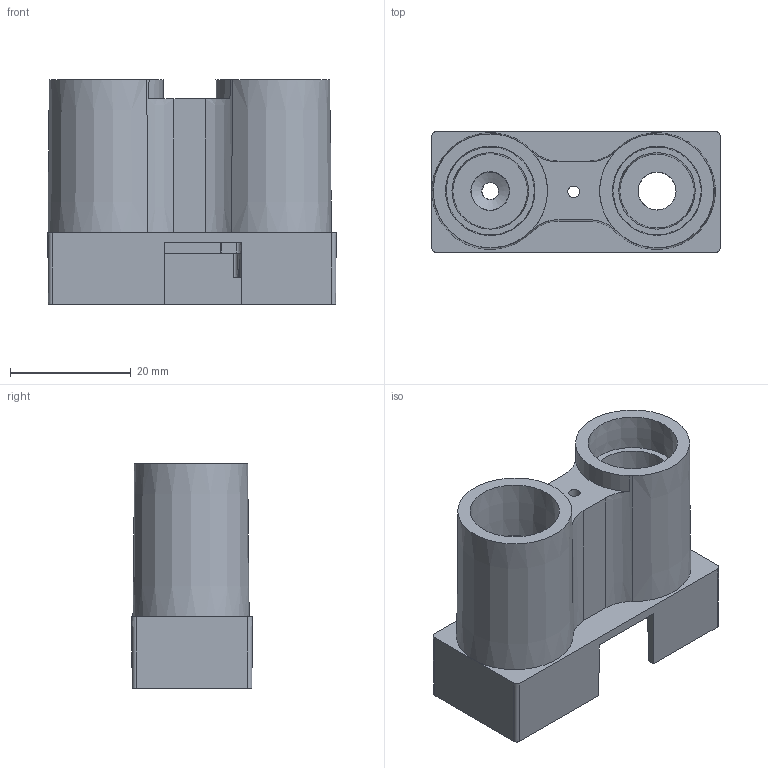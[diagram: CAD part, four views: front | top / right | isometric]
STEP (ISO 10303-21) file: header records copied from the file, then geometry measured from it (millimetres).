
FILE_DESCRIPTION(/* description */ (''),/* implementation_level */ '2;1');
FILE_NAME(/* name */ 'LIDAR-Lite_Housing_RevD v1.step',/* time_stamp */ '2017-04-28T14:30:36-07:00',/* author */ (''),/* organization */ (''),/* preprocessor_version */ 'ST-DEVELOPER v16.13',/* originating_system */ 'Autodesk Translation Framework v6.1.1.50',/* authorisation */ '');
FILE_SCHEMA (('AUTOMOTIVE_DESIGN { 1 0 10303 214 3 1 1 }'));
Length unit declared in the file: millimetre
Products named in the file (1): LIDAR-Lite_Housing_RevD v1
Bounding box: 47.88 x 20.07 x 37.31 mm (x, y, z)
Volume: 12782.6 mm3; surface area: 10886.6 mm2
Topology: 1 solids, 1 shells, 187 faces, 490 edges, 304 vertices
Faces by surface type: plane 69, cone 53, cylinder 29, bspline 20, sphere 12, torus 4
Full cylindrical faces by diameter (mm): 1.143 x3, 1.905 x1
Entity records: 6276 total; most frequent: CARTESIAN_POINT 1748, DIRECTION 954, ORIENTED_EDGE 934, EDGE_CURVE 467, AXIS2_PLACEMENT_3D 357, VERTEX_POINT 301, LINE 240, VECTOR 240
